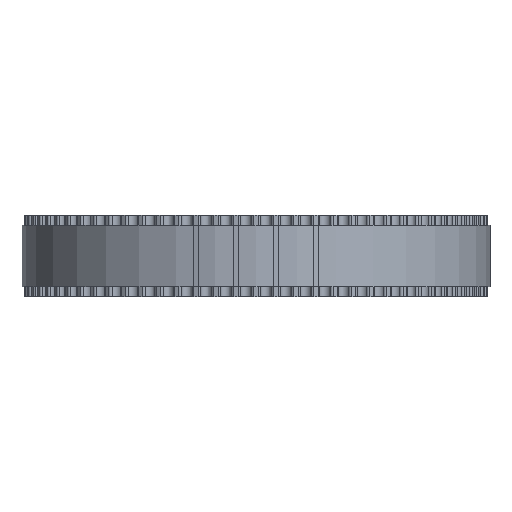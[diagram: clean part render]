
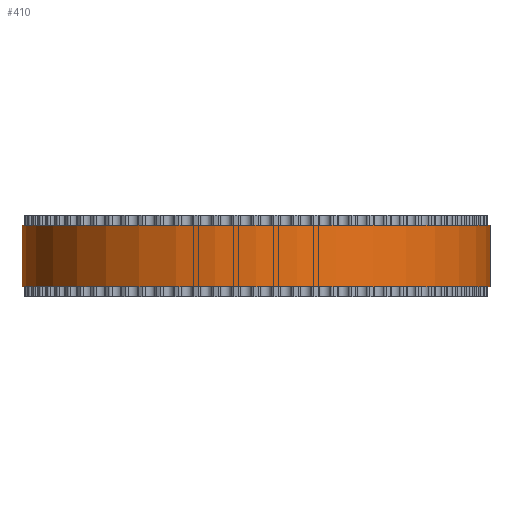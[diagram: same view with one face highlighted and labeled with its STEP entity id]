
A CAD part, front view. The second image highlights one B-rep face of the part: STEP entity #410.
In plain terms, the highlighted cylindrical face has radius 22.918 mm (diameter 45.837 mm), a full revolution.
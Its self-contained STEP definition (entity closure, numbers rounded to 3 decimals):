
#97=FACE_BOUND('',#1280,.T.);
#98=FACE_BOUND('',#1281,.T.);
#410=ADVANCED_FACE('',(#97,#98),#699,.T.);
#699=CYLINDRICAL_SURFACE('',#6479,22.918);
#1280=EDGE_LOOP('',(#3586));
#1281=EDGE_LOOP('',(#3587));
#3586=ORIENTED_EDGE('',*,*,#5030,.T.);
#3587=ORIENTED_EDGE('',*,*,#5031,.T.);
#4164=VERTEX_POINT('',#10240);
#4165=VERTEX_POINT('',#10242);
#5030=EDGE_CURVE('',#4164,#4164,#5608,.T.);
#5031=EDGE_CURVE('',#4165,#4165,#5609,.T.);
#5608=CIRCLE('',#6477,22.918);
#5609=CIRCLE('',#6478,22.918);
#6477=AXIS2_PLACEMENT_3D('',#10239,#8502,#8503);
#6478=AXIS2_PLACEMENT_3D('',#10241,#8504,#8505);
#6479=AXIS2_PLACEMENT_3D('',#10243,#8506,#8507);
#8502=DIRECTION('',(0.,0.,1.));
#8503=DIRECTION('',(1.,0.,0.));
#8504=DIRECTION('',(0.,0.,-1.));
#8505=DIRECTION('',(1.,0.,0.));
#8506=DIRECTION('',(0.,0.,1.));
#8507=DIRECTION('',(1.,0.,0.));
#10239=CARTESIAN_POINT('',(0.,0.,1.));
#10240=CARTESIAN_POINT('',(22.918,0.,1.));
#10241=CARTESIAN_POINT('',(0.,0.,7.));
#10242=CARTESIAN_POINT('',(22.918,0.,7.));
#10243=CARTESIAN_POINT('',(0.,0.,1.));
